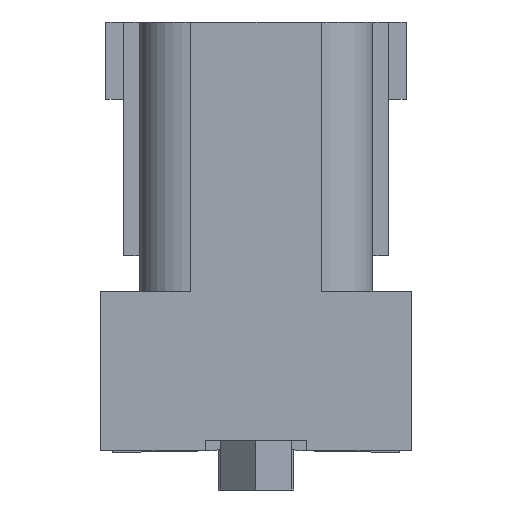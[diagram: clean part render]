
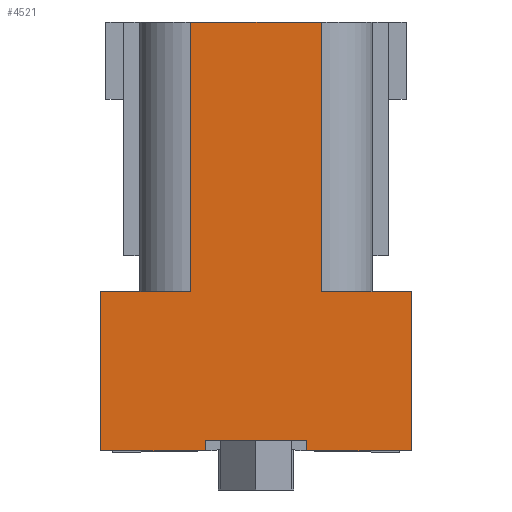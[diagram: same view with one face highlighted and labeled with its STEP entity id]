
A CAD part, left-side view. The second image highlights one B-rep face of the part: STEP entity #4521.
In plain terms, the highlighted planar face has unit normal (-1, 0, 0).
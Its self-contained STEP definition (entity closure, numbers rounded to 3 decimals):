
#2608=CARTESIAN_POINT('',(-17.95,-0.985,0.23));
#2609=VERTEX_POINT('',#2608);
#2616=CARTESIAN_POINT('',(-17.95,0.985,0.23));
#2617=VERTEX_POINT('',#2616);
#2618=CARTESIAN_POINT('',(-17.95,-0.985,0.23));
#2619=DIRECTION('',(0.0,1.0,0.0));
#2620=VECTOR('',#2619,1.97);
#2621=LINE('',#2618,#2620);
#2622=EDGE_CURVE('',#2609,#2617,#2621,.T.);
#2856=CARTESIAN_POINT('',(-17.95,3.025,3.13));
#2857=VERTEX_POINT('',#2856);
#2864=CARTESIAN_POINT('',(-17.95,1.275,3.13));
#2865=VERTEX_POINT('',#2864);
#2866=CARTESIAN_POINT('',(-17.95,1.275,3.13));
#2867=DIRECTION('',(0.0,1.0,0.0));
#2868=VECTOR('',#2867,1.75);
#2869=LINE('',#2866,#2868);
#2870=EDGE_CURVE('',#2865,#2857,#2869,.T.);
#2887=CARTESIAN_POINT('',(-17.95,-3.025,3.13));
#2888=VERTEX_POINT('',#2887);
#2889=CARTESIAN_POINT('',(-17.95,-1.275,3.13));
#2890=VERTEX_POINT('',#2889);
#2891=CARTESIAN_POINT('',(-17.95,-3.025,3.13));
#2892=DIRECTION('',(0.0,1.0,0.0));
#2893=VECTOR('',#2892,1.75);
#2894=LINE('',#2891,#2893);
#2895=EDGE_CURVE('',#2888,#2890,#2894,.T.);
#2979=CARTESIAN_POINT('',(-17.95,1.275,8.38));
#2980=VERTEX_POINT('',#2979);
#2981=CARTESIAN_POINT('',(-17.95,1.275,3.13));
#2982=DIRECTION('',(0.0,0.0,1.0));
#2983=VECTOR('',#2982,5.25);
#2984=LINE('',#2981,#2983);
#2985=EDGE_CURVE('',#2865,#2980,#2984,.T.);
#3095=CARTESIAN_POINT('',(-17.95,-1.275,8.38));
#3096=VERTEX_POINT('',#3095);
#3097=CARTESIAN_POINT('',(-17.95,1.275,8.38));
#3098=DIRECTION('',(0.0,-1.0,0.0));
#3099=VECTOR('',#3098,2.55);
#3100=LINE('',#3097,#3099);
#3101=EDGE_CURVE('',#2980,#3096,#3100,.T.);
#4454=CARTESIAN_POINT('',(-17.95,-1.275,3.13));
#4455=DIRECTION('',(0.0,0.0,1.0));
#4456=VECTOR('',#4455,5.25);
#4457=LINE('',#4454,#4456);
#4458=EDGE_CURVE('',#2890,#3096,#4457,.T.);
#4464=CARTESIAN_POINT('',(-17.95,3.328,-0.387));
#4465=DIRECTION('',(-1.0,0.0,0.0));
#4466=DIRECTION('',(0.0,0.0,1.0));
#4467=AXIS2_PLACEMENT_3D('',#4464,#4465,#4466);
#4468=PLANE('',#4467);
#4469=CARTESIAN_POINT('',(-17.95,-3.025,0.03));
#4470=VERTEX_POINT('',#4469);
#4471=CARTESIAN_POINT('',(-17.95,-0.985,0.03));
#4472=VERTEX_POINT('',#4471);
#4473=CARTESIAN_POINT('',(-17.95,-3.025,0.03));
#4474=DIRECTION('',(0.0,1.0,0.0));
#4475=VECTOR('',#4474,2.04);
#4476=LINE('',#4473,#4475);
#4477=EDGE_CURVE('',#4470,#4472,#4476,.T.);
#4478=ORIENTED_EDGE('',*,*,#4477,.F.);
#4479=CARTESIAN_POINT('',(-17.95,-3.025,3.13));
#4480=DIRECTION('',(0.0,0.0,-1.0));
#4481=VECTOR('',#4480,3.1);
#4482=LINE('',#4479,#4481);
#4483=EDGE_CURVE('',#2888,#4470,#4482,.T.);
#4484=ORIENTED_EDGE('',*,*,#4483,.F.);
#4485=ORIENTED_EDGE('',*,*,#2895,.T.);
#4486=ORIENTED_EDGE('',*,*,#4458,.T.);
#4487=ORIENTED_EDGE('',*,*,#3101,.F.);
#4488=ORIENTED_EDGE('',*,*,#2985,.F.);
#4489=ORIENTED_EDGE('',*,*,#2870,.T.);
#4490=CARTESIAN_POINT('',(-17.95,3.025,0.03));
#4491=VERTEX_POINT('',#4490);
#4492=CARTESIAN_POINT('',(-17.95,3.025,3.13));
#4493=DIRECTION('',(0.0,0.0,-1.0));
#4494=VECTOR('',#4493,3.1);
#4495=LINE('',#4492,#4494);
#4496=EDGE_CURVE('',#2857,#4491,#4495,.T.);
#4497=ORIENTED_EDGE('',*,*,#4496,.T.);
#4498=CARTESIAN_POINT('',(-17.95,0.985,0.03));
#4499=VERTEX_POINT('',#4498);
#4500=CARTESIAN_POINT('',(-17.95,0.985,0.03));
#4501=DIRECTION('',(0.0,1.0,0.0));
#4502=VECTOR('',#4501,2.04);
#4503=LINE('',#4500,#4502);
#4504=EDGE_CURVE('',#4499,#4491,#4503,.T.);
#4505=ORIENTED_EDGE('',*,*,#4504,.F.);
#4506=CARTESIAN_POINT('',(-17.95,0.985,0.23));
#4507=DIRECTION('',(0.0,0.0,-1.0));
#4508=VECTOR('',#4507,0.2);
#4509=LINE('',#4506,#4508);
#4510=EDGE_CURVE('',#2617,#4499,#4509,.T.);
#4511=ORIENTED_EDGE('',*,*,#4510,.F.);
#4512=ORIENTED_EDGE('',*,*,#2622,.F.);
#4513=CARTESIAN_POINT('',(-17.95,-0.985,0.23));
#4514=DIRECTION('',(0.0,0.0,-1.0));
#4515=VECTOR('',#4514,0.2);
#4516=LINE('',#4513,#4515);
#4517=EDGE_CURVE('',#2609,#4472,#4516,.T.);
#4518=ORIENTED_EDGE('',*,*,#4517,.T.);
#4519=EDGE_LOOP('',(#4478,#4484,#4485,#4486,#4487,#4488,#4489,#4497,#4505,#4511,#4512,#4518));
#4520=FACE_OUTER_BOUND('',#4519,.T.);
#4521=ADVANCED_FACE('',(#4520),#4468,.T.);
